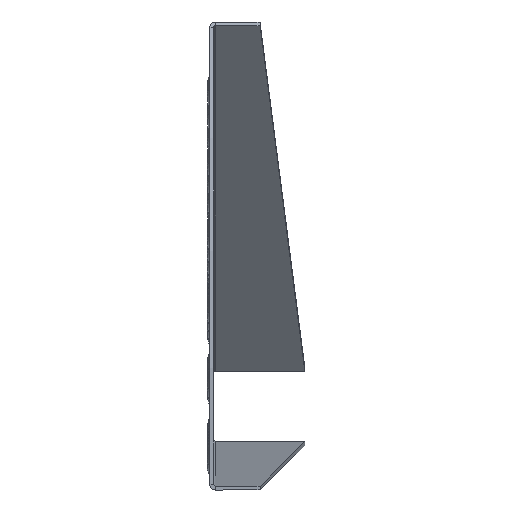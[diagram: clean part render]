
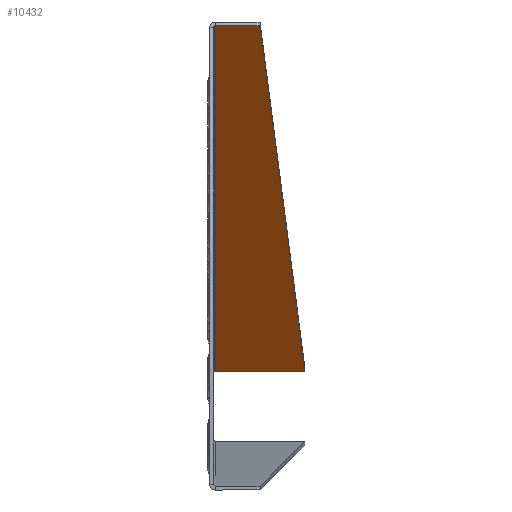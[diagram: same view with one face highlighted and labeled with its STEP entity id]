
A CAD part, left-side view. The second image highlights one B-rep face of the part: STEP entity #10432.
In plain terms, the highlighted planar face has unit normal (-0.363, 0, -0.932).
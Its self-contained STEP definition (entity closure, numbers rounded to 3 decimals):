
#10253 = VERTEX_POINT ( 'NONE', #10995 ) ;
#10264 = VERTEX_POINT ( 'NONE', #17286 ) ;
#10373 = EDGE_LOOP ( 'NONE', ( #10412, #10463, #10430, #10452 ) ) ;
#10374 = EDGE_CURVE ( 'NONE', #10253, #10264, #17481, .T. ) ;
#10407 = EDGE_CURVE ( 'NONE', #10453, #10253, #17550, .T. ) ;
#10412 = ORIENTED_EDGE ( 'NONE', *, *, #10374, .F. ) ;
#10423 = EDGE_CURVE ( 'NONE', #10264, #10459, #17590, .T. ) ;
#10430 = ORIENTED_EDGE ( 'NONE', *, *, #10446, .F. ) ;
#10432 = ADVANCED_FACE ( 'NONE', ( #17535 ), #17536, .F. ) ;
#10446 = EDGE_CURVE ( 'NONE', #10459, #10453, #17543, .T. ) ;
#10452 = ORIENTED_EDGE ( 'NONE', *, *, #10423, .F. ) ;
#10453 = VERTEX_POINT ( 'NONE', #17609 ) ;
#10459 = VERTEX_POINT ( 'NONE', #17574 ) ;
#10463 = ORIENTED_EDGE ( 'NONE', *, *, #10407, .F. ) ;
#10995 = CARTESIAN_POINT ( 'NONE',  ( -43.552, -4.5, 35.231 ) ) ;
#17286 = CARTESIAN_POINT ( 'NONE',  ( -736.126, -4.5, 305.315 ) ) ;
#17478 = DIRECTION ( 'NONE',  ( -0.932, 0., 0.363 ) ) ;
#17479 = VECTOR ( 'NONE', #17478, 1000. ) ;
#17480 = CARTESIAN_POINT ( 'NONE',  ( 6.176, -4.5, 15.838 ) ) ;
#17481 = LINE ( 'NONE', #17480, #17479 ) ;
#17505 = VECTOR ( 'NONE', #17556, 1000. ) ;
#17514 = DIRECTION ( 'NONE',  ( 0.363, 0., 0.932 ) ) ;
#17515 = CARTESIAN_POINT ( 'NONE',  ( 6.176, 15.712, 15.838 ) ) ;
#17527 = CARTESIAN_POINT ( 'NONE',  ( -43.552, -4.288, 35.231 ) ) ;
#17535 = FACE_OUTER_BOUND ( 'NONE', #10373, .T. ) ;
#17536 = PLANE ( 'NONE',  #17592 ) ;
#17543 = LINE ( 'NONE', #17618, #17617 ) ;
#17550 = LINE ( 'NONE', #17527, #17505 ) ;
#17556 = DIRECTION ( 'NONE',  ( 0., 1., 0. ) ) ;
#17574 = CARTESIAN_POINT ( 'NONE',  ( -736.126, -39.288, 305.315 ) ) ;
#17584 = DIRECTION ( 'NONE',  ( -0.338, -0.932, 0.132 ) ) ;
#17587 = DIRECTION ( 'NONE',  ( 0., -1., 0. ) ) ;
#17588 = VECTOR ( 'NONE', #17587, 1000. ) ;
#17589 = CARTESIAN_POINT ( 'NONE',  ( -736.126, -39.288, 305.315 ) ) ;
#17590 = LINE ( 'NONE', #17589, #17588 ) ;
#17592 = AXIS2_PLACEMENT_3D ( 'NONE', #17515, #17514, #17584 ) ;
#17609 = CARTESIAN_POINT ( 'NONE',  ( -43.552, -74.288, 35.231 ) ) ;
#17616 = DIRECTION ( 'NONE',  ( 0.931, -0.047, -0.363 ) ) ;
#17617 = VECTOR ( 'NONE', #17616, 1000. ) ;
#17618 = CARTESIAN_POINT ( 'NONE',  ( -43.552, -74.288, 35.231 ) ) ;
